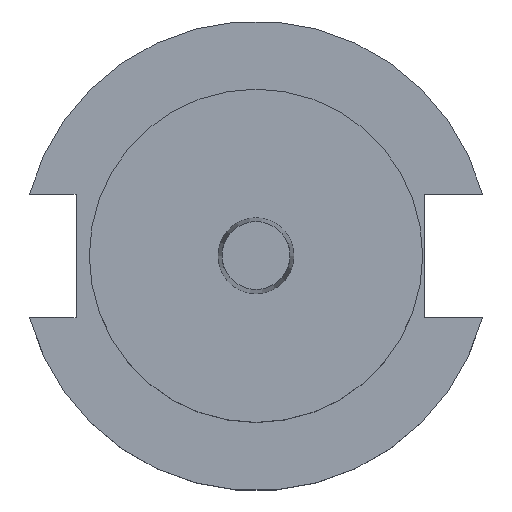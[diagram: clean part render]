
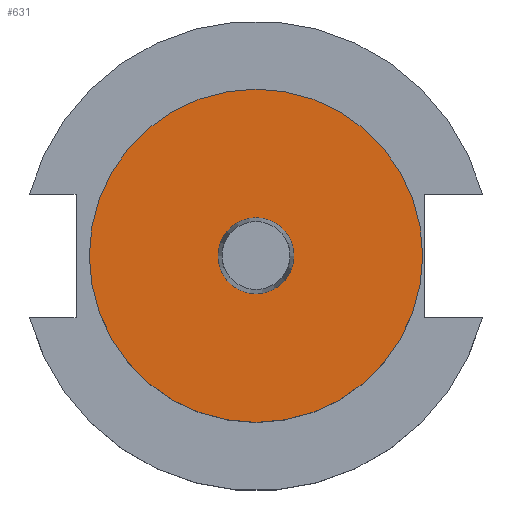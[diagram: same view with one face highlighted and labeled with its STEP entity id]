
A CAD part, top view. The second image highlights one B-rep face of the part: STEP entity #631.
In plain terms, the highlighted planar face has unit normal (0, 0, 1).
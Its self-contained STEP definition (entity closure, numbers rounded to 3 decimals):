
#71 = FACE_OUTER_BOUND ( 'NONE', #372, .T. ) ;
#89 = CARTESIAN_POINT ( 'NONE',  ( 34.925, 0., 35.878 ) ) ;
#91 = CIRCLE ( 'NONE', #1380, 34.925 ) ;
#110 = DIRECTION ( 'NONE',  ( 1., 0., 0. ) ) ;
#196 = DIRECTION ( 'NONE',  ( 1., 0., 0. ) ) ;
#238 = VERTEX_POINT ( 'NONE', #1152 ) ;
#290 = AXIS2_PLACEMENT_3D ( 'NONE', #460, #358, #110 ) ;
#302 = CIRCLE ( 'NONE', #290, 7. ) ;
#352 = PLANE ( 'NONE',  #1139 ) ;
#358 = DIRECTION ( 'NONE',  ( 0., 0., 1. ) ) ;
#372 = EDGE_LOOP ( 'NONE', ( #1310, #961 ) ) ;
#380 = CARTESIAN_POINT ( 'NONE',  ( -7., 0., 35.878 ) ) ;
#395 = FACE_BOUND ( 'NONE', #554, .T. ) ;
#417 = DIRECTION ( 'NONE',  ( 0., 0., 1. ) ) ;
#460 = CARTESIAN_POINT ( 'NONE',  ( 0., 0., 35.878 ) ) ;
#501 = DIRECTION ( 'NONE',  ( 0., 0., 1. ) ) ;
#525 = ORIENTED_EDGE ( 'NONE', *, *, #786, .F. ) ;
#527 = EDGE_CURVE ( 'NONE', #593, #1141, #1171, .T. ) ;
#554 = EDGE_LOOP ( 'NONE', ( #1143, #525 ) ) ;
#593 = VERTEX_POINT ( 'NONE', #89 ) ;
#606 = AXIS2_PLACEMENT_3D ( 'NONE', #990, #501, #619 ) ;
#619 = DIRECTION ( 'NONE',  ( 1., 0., 0. ) ) ;
#631 = ADVANCED_FACE ( 'NONE', ( #71, #395 ), #352, .T. ) ;
#744 = DIRECTION ( 'NONE',  ( 1., 0., 0. ) ) ;
#786 = EDGE_CURVE ( 'NONE', #1559, #238, #1587, .T. ) ;
#814 = CARTESIAN_POINT ( 'NONE',  ( -34.925, 0., 35.878 ) ) ;
#834 = DIRECTION ( 'NONE',  ( 1., 0., 0. ) ) ;
#961 = ORIENTED_EDGE ( 'NONE', *, *, #1285, .T. ) ;
#990 = CARTESIAN_POINT ( 'NONE',  ( 0., 0., 35.878 ) ) ;
#993 = DIRECTION ( 'NONE',  ( 0., 0., 1. ) ) ;
#1106 = DIRECTION ( 'NONE',  ( 0., 0., 1. ) ) ;
#1139 = AXIS2_PLACEMENT_3D ( 'NONE', #1459, #1106, #834 ) ;
#1141 = VERTEX_POINT ( 'NONE', #814 ) ;
#1143 = ORIENTED_EDGE ( 'NONE', *, *, #1184, .F. ) ;
#1152 = CARTESIAN_POINT ( 'NONE',  ( 7., 0., 35.878 ) ) ;
#1171 = CIRCLE ( 'NONE', #1194, 34.925 ) ;
#1184 = EDGE_CURVE ( 'NONE', #238, #1559, #302, .T. ) ;
#1194 = AXIS2_PLACEMENT_3D ( 'NONE', #1240, #417, #196 ) ;
#1240 = CARTESIAN_POINT ( 'NONE',  ( 0., 0., 35.878 ) ) ;
#1257 = CARTESIAN_POINT ( 'NONE',  ( 0., 0., 35.878 ) ) ;
#1285 = EDGE_CURVE ( 'NONE', #1141, #593, #91, .T. ) ;
#1310 = ORIENTED_EDGE ( 'NONE', *, *, #527, .T. ) ;
#1380 = AXIS2_PLACEMENT_3D ( 'NONE', #1257, #993, #744 ) ;
#1459 = CARTESIAN_POINT ( 'NONE',  ( 0., 34.925, 35.878 ) ) ;
#1559 = VERTEX_POINT ( 'NONE', #380 ) ;
#1587 = CIRCLE ( 'NONE', #606, 7. ) ;
